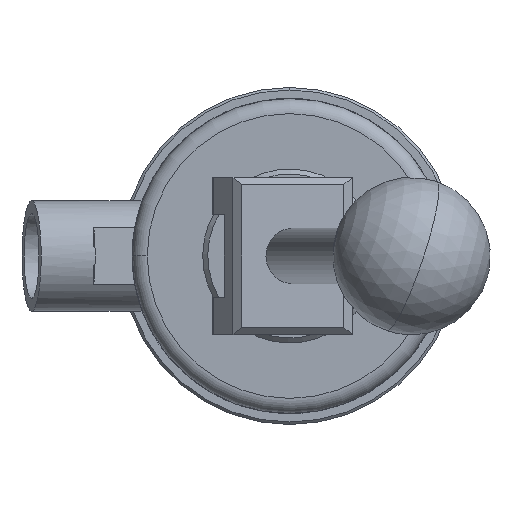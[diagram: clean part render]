
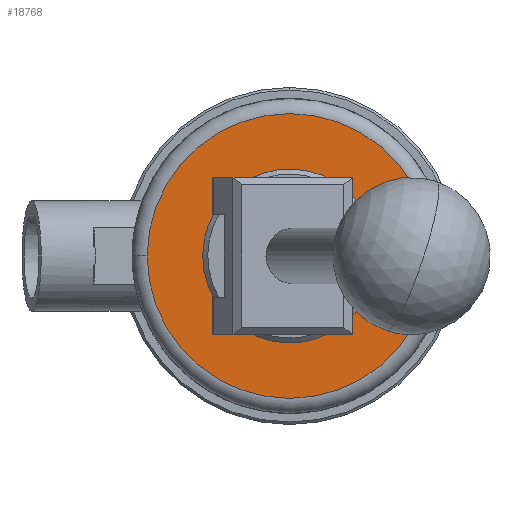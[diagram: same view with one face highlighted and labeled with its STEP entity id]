
A CAD part, front view. The second image highlights one B-rep face of the part: STEP entity #18768.
In plain terms, the highlighted planar face has unit normal (0, -1, 0).
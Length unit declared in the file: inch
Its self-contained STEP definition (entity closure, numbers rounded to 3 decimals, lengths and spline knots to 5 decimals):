
#292 = DIRECTION ( 'NONE',  ( 1., 0., 0. ) ) ;
#465 = AXIS2_PLACEMENT_3D ( 'NONE', #15436, #16958, #6004 ) ;
#508 = ORIENTED_EDGE ( 'NONE', *, *, #18073, .F. ) ;
#629 = DIRECTION ( 'NONE',  ( 1., 0., 0. ) ) ;
#1176 = CIRCLE ( 'NONE', #4908, 0.348 ) ;
#1302 = AXIS2_PLACEMENT_3D ( 'NONE', #13876, #10715, #20793 ) ;
#3354 = EDGE_CURVE ( 'NONE', #19192, #12704, #18125, .T. ) ;
#3563 = CARTESIAN_POINT ( 'NONE',  ( 0., 0., 0. ) ) ;
#3812 = FACE_OUTER_BOUND ( 'NONE', #12626, .T. ) ;
#4908 = AXIS2_PLACEMENT_3D ( 'NONE', #3563, #16322, #292 ) ;
#6004 = DIRECTION ( 'NONE',  ( 1., 0., 0. ) ) ;
#6074 = EDGE_CURVE ( 'NONE', #20590, #16102, #10133, .T. ) ;
#7583 = CARTESIAN_POINT ( 'NONE',  ( -1.13, 0., 0. ) ) ;
#7745 = CARTESIAN_POINT ( 'NONE',  ( 0.348, 0., 0. ) ) ;
#8414 = PLANE ( 'NONE',  #13420 ) ;
#8710 = ORIENTED_EDGE ( 'NONE', *, *, #6074, .F. ) ;
#8801 = AXIS2_PLACEMENT_3D ( 'NONE', #10448, #18530, #17322 ) ;
#10081 = CARTESIAN_POINT ( 'NONE',  ( -0.348, 0., 0. ) ) ;
#10102 = DIRECTION ( 'NONE',  ( 0., -1., 0. ) ) ;
#10107 = ORIENTED_EDGE ( 'NONE', *, *, #20395, .T. ) ;
#10133 = CIRCLE ( 'NONE', #1302, 0.348 ) ;
#10141 = CIRCLE ( 'NONE', #8801, 1.13 ) ;
#10448 = CARTESIAN_POINT ( 'NONE',  ( 0., 0., 0. ) ) ;
#10715 = DIRECTION ( 'NONE',  ( 0., -1., 0. ) ) ;
#11811 = CARTESIAN_POINT ( 'NONE',  ( 0., 0., -0.348 ) ) ;
#12626 = EDGE_LOOP ( 'NONE', ( #12870, #10107 ) ) ;
#12704 = VERTEX_POINT ( 'NONE', #7583 ) ;
#12870 = ORIENTED_EDGE ( 'NONE', *, *, #3354, .T. ) ;
#13420 = AXIS2_PLACEMENT_3D ( 'NONE', #11811, #10102, #629 ) ;
#13876 = CARTESIAN_POINT ( 'NONE',  ( 0., 0., 0. ) ) ;
#15436 = CARTESIAN_POINT ( 'NONE',  ( 0., 0., 0. ) ) ;
#16102 = VERTEX_POINT ( 'NONE', #7745 ) ;
#16322 = DIRECTION ( 'NONE',  ( 0., -1., 0. ) ) ;
#16680 = EDGE_LOOP ( 'NONE', ( #508, #8710 ) ) ;
#16958 = DIRECTION ( 'NONE',  ( 0., -1., 0. ) ) ;
#17322 = DIRECTION ( 'NONE',  ( 1., 0., 0. ) ) ;
#17976 = FACE_BOUND ( 'NONE', #16680, .T. ) ;
#18073 = EDGE_CURVE ( 'NONE', #16102, #20590, #1176, .T. ) ;
#18125 = CIRCLE ( 'NONE', #465, 1.13 ) ;
#18530 = DIRECTION ( 'NONE',  ( 0., -1., 0. ) ) ;
#18768 = ADVANCED_FACE ( 'NONE', ( #3812, #17976 ), #8414, .T. ) ;
#19192 = VERTEX_POINT ( 'NONE', #20561 ) ;
#20395 = EDGE_CURVE ( 'NONE', #12704, #19192, #10141, .T. ) ;
#20561 = CARTESIAN_POINT ( 'NONE',  ( 1.13, 0., 0. ) ) ;
#20590 = VERTEX_POINT ( 'NONE', #10081 ) ;
#20793 = DIRECTION ( 'NONE',  ( 1., 0., 0. ) ) ;
